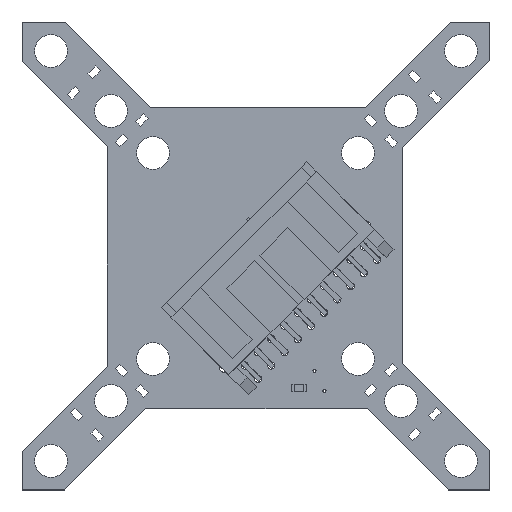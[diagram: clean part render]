
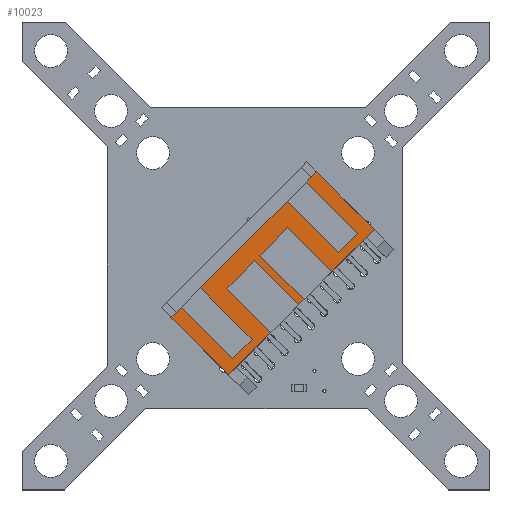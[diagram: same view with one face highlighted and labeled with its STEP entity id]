
A CAD part, top view. The second image highlights one B-rep face of the part: STEP entity #10023.
In plain terms, the highlighted face is planar.
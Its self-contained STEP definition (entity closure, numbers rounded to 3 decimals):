
#6908=FACE_OUTER_BOUND('NONE',#7828,.T.);
#7828=EDGE_LOOP('NONE',(#12896,#12893,#12894,#12886,#13164,#13160,#13161,
#13162,#12900,#13168,#13166,#13163,#13165,#13167,#11745,#11743,#11741,#13170,
#13169,#11757));
#8737=AXIS2_PLACEMENT_3D('NONE',#26279,#22522,#22521);
#9221=PLANE('NONE',#8737);
#10023=ADVANCED_FACE('NONE',(#6908),#9221,.F.);
#11741=ORIENTED_EDGE('NONE',*,*,#14249,.F.);
#11743=ORIENTED_EDGE('NONE',*,*,#14250,.F.);
#11745=ORIENTED_EDGE('NONE',*,*,#14251,.F.);
#11757=ORIENTED_EDGE('NONE',*,*,#14259,.T.);
#12886=ORIENTED_EDGE('NONE',*,*,#14931,.T.);
#12893=ORIENTED_EDGE('NONE',*,*,#14625,.F.);
#12894=ORIENTED_EDGE('NONE',*,*,#14784,.F.);
#12896=ORIENTED_EDGE('NONE',*,*,#14785,.T.);
#12900=ORIENTED_EDGE('NONE',*,*,#14932,.F.);
#13160=ORIENTED_EDGE('NONE',*,*,#14929,.F.);
#13161=ORIENTED_EDGE('NONE',*,*,#14928,.T.);
#13162=ORIENTED_EDGE('NONE',*,*,#14927,.T.);
#13163=ORIENTED_EDGE('NONE',*,*,#14930,.T.);
#13164=ORIENTED_EDGE('NONE',*,*,#14934,.F.);
#13165=ORIENTED_EDGE('NONE',*,*,#14936,.T.);
#13166=ORIENTED_EDGE('NONE',*,*,#14935,.T.);
#13167=ORIENTED_EDGE('NONE',*,*,#14628,.F.);
#13168=ORIENTED_EDGE('NONE',*,*,#14933,.T.);
#13169=ORIENTED_EDGE('NONE',*,*,#14937,.T.);
#13170=ORIENTED_EDGE('NONE',*,*,#14617,.F.);
#14249=EDGE_CURVE('NONE',#19734,#19524,#18191,.T.);
#14250=EDGE_CURVE('NONE',#19524,#19525,#18190,.T.);
#14251=EDGE_CURVE('NONE',#19525,#19745,#18189,.T.);
#14259=EDGE_CURVE('NONE',#19971,#19858,#18198,.T.);
#14617=EDGE_CURVE('NONE',#19753,#19734,#17823,.T.);
#14625=EDGE_CURVE('NONE',#19744,#19730,#17830,.T.);
#14628=EDGE_CURVE('NONE',#19745,#19746,#17836,.T.);
#14784=EDGE_CURVE('NONE',#19986,#19744,#17987,.T.);
#14785=EDGE_CURVE('NONE',#19858,#19730,#17986,.T.);
#14927=EDGE_CURVE('NONE',#19964,#19860,#18133,.T.);
#14928=EDGE_CURVE('NONE',#19963,#19964,#18132,.T.);
#14929=EDGE_CURVE('NONE',#19963,#19965,#18131,.T.);
#14930=EDGE_CURVE('NONE',#19969,#19967,#18130,.T.);
#14931=EDGE_CURVE('NONE',#19986,#19970,#18129,.T.);
#14932=EDGE_CURVE('NONE',#19966,#19860,#18128,.T.);
#14933=EDGE_CURVE('NONE',#19966,#19968,#18127,.T.);
#14934=EDGE_CURVE('NONE',#19965,#19970,#18104,.T.);
#14935=EDGE_CURVE('NONE',#19968,#19969,#18136,.T.);
#14936=EDGE_CURVE('NONE',#19967,#19746,#18135,.T.);
#14937=EDGE_CURVE('NONE',#19753,#19971,#18134,.T.);
#16007=VECTOR('NONE',#22216,1000.);
#16014=VECTOR('NONE',#22229,1000.);
#16019=VECTOR('NONE',#22238,1000.);
#16169=VECTOR('NONE',#22509,1000.);
#16170=VECTOR('NONE',#22510,1000.);
#16302=VECTOR('NONE',#22704,1000.);
#16311=VECTOR('NONE',#22734,1000.);
#16312=VECTOR('NONE',#22735,1000.);
#16313=VECTOR('NONE',#22736,1000.);
#16314=VECTOR('NONE',#22737,1000.);
#16315=VECTOR('NONE',#22738,1000.);
#16316=VECTOR('NONE',#22739,1000.);
#16317=VECTOR('NONE',#22740,1000.);
#16318=VECTOR('NONE',#22741,1000.);
#16319=VECTOR('NONE',#22742,1000.);
#16320=VECTOR('NONE',#22743,1000.);
#16372=VECTOR('NONE',#22809,1000.);
#16373=VECTOR('NONE',#22810,1000.);
#16374=VECTOR('NONE',#22811,1000.);
#16387=VECTOR('NONE',#22828,1000.);
#17823=LINE('NONE',#25919,#16007);
#17830=LINE('NONE',#25935,#16014);
#17836=LINE('NONE',#25942,#16019);
#17986=LINE('NONE',#26274,#16169);
#17987=LINE('NONE',#26275,#16170);
#18104=LINE('NONE',#26511,#16302);
#18127=LINE('NONE',#26565,#16311);
#18128=LINE('NONE',#26567,#16312);
#18129=LINE('NONE',#26568,#16313);
#18130=LINE('NONE',#26571,#16314);
#18131=LINE('NONE',#26572,#16315);
#18132=LINE('NONE',#26573,#16316);
#18133=LINE('NONE',#26575,#16317);
#18134=LINE('NONE',#26580,#16318);
#18135=LINE('NONE',#26582,#16319);
#18136=LINE('NONE',#26583,#16320);
#18189=LINE('NONE',#26686,#16372);
#18190=LINE('NONE',#26687,#16373);
#18191=LINE('NONE',#26689,#16374);
#18198=LINE('NONE',#26716,#16387);
#19524=VERTEX_POINT('NONE',#26688);
#19525=VERTEX_POINT('NONE',#26701);
#19730=VERTEX_POINT('NONE',#25915);
#19734=VERTEX_POINT('NONE',#25930);
#19744=VERTEX_POINT('NONE',#25962);
#19745=VERTEX_POINT('NONE',#25960);
#19746=VERTEX_POINT('NONE',#25959);
#19753=VERTEX_POINT('NONE',#25977);
#19858=VERTEX_POINT('NONE',#26276);
#19860=VERTEX_POINT('NONE',#26290);
#19963=VERTEX_POINT('NONE',#26561);
#19964=VERTEX_POINT('NONE',#26560);
#19965=VERTEX_POINT('NONE',#26574);
#19966=VERTEX_POINT('NONE',#26570);
#19967=VERTEX_POINT('NONE',#26569);
#19968=VERTEX_POINT('NONE',#26566);
#19969=VERTEX_POINT('NONE',#26585);
#19970=VERTEX_POINT('NONE',#26584);
#19971=VERTEX_POINT('NONE',#26581);
#19986=VERTEX_POINT('NONE',#26612);
#22216=DIRECTION('NONE',(1.,0.,0.));
#22229=DIRECTION('NONE',(1.,0.,0.));
#22238=DIRECTION('NONE',(1.,0.,0.));
#22509=DIRECTION('NONE',(0.,0.,-1.));
#22510=DIRECTION('NONE',(0.,0.,-1.));
#22521=DIRECTION('NONE',(0.,0.,1.));
#22522=DIRECTION('NONE',(0.,-1.,0.));
#22704=DIRECTION('NONE',(0.,0.,1.));
#22734=DIRECTION('NONE',(1.,0.,0.));
#22735=DIRECTION('NONE',(0.,0.,1.));
#22736=DIRECTION('NONE',(1.,0.,0.));
#22737=DIRECTION('NONE',(1.,0.,0.));
#22738=DIRECTION('NONE',(-1.,0.,0.));
#22739=DIRECTION('NONE',(0.,0.,1.));
#22740=DIRECTION('NONE',(1.,0.,0.));
#22741=DIRECTION('NONE',(0.,0.,1.));
#22742=DIRECTION('NONE',(0.,0.,-1.));
#22743=DIRECTION('NONE',(0.,0.,1.));
#22809=DIRECTION('NONE',(0.,0.,-1.));
#22810=DIRECTION('NONE',(1.,0.,0.));
#22811=DIRECTION('NONE',(0.,0.,1.));
#22828=DIRECTION('NONE',(-1.,0.,0.));
#25915=CARTESIAN_POINT('NONE',(-8.35,9.45,-8.7));
#25919=CARTESIAN_POINT('NONE',(-14.75,9.45,-8.7));
#25930=CARTESIAN_POINT('NONE',(-3.35,9.45,-8.7));
#25935=CARTESIAN_POINT('NONE',(-14.75,9.45,-8.7));
#25942=CARTESIAN_POINT('NONE',(-14.75,9.45,-8.7));
#25959=CARTESIAN_POINT('NONE',(7.25,9.45,-8.7));
#25960=CARTESIAN_POINT('NONE',(0.85,9.45,-8.7));
#25962=CARTESIAN_POINT('NONE',(-14.75,9.45,-8.7));
#25977=CARTESIAN_POINT('NONE',(-4.15,9.45,-8.7));
#26274=CARTESIAN_POINT('NONE',(-8.35,9.45,-2.05));
#26275=CARTESIAN_POINT('NONE',(-14.75,9.45,0.));
#26276=CARTESIAN_POINT('NONE',(-8.35,9.45,-2.05));
#26279=CARTESIAN_POINT('NONE',(-14.75,9.45,0.));
#26290=CARTESIAN_POINT('NONE',(2.8,9.45,0.));
#26511=CARTESIAN_POINT('NONE',(-13.2,9.45,-7.8));
#26560=CARTESIAN_POINT('NONE',(-10.3,9.45,0.));
#26561=CARTESIAN_POINT('NONE',(-10.3,9.45,-7.8));
#26565=CARTESIAN_POINT('NONE',(5.7,9.45,-7.8));
#26566=CARTESIAN_POINT('NONE',(5.7,9.45,-7.8));
#26567=CARTESIAN_POINT('NONE',(2.8,9.45,-7.8));
#26568=CARTESIAN_POINT('NONE',(-14.75,9.45,0.));
#26569=CARTESIAN_POINT('NONE',(7.25,9.45,0.));
#26570=CARTESIAN_POINT('NONE',(2.8,9.45,-7.8));
#26571=CARTESIAN_POINT('NONE',(-14.75,9.45,0.));
#26572=CARTESIAN_POINT('NONE',(-13.2,9.45,-7.8));
#26573=CARTESIAN_POINT('NONE',(-10.3,9.45,-7.8));
#26574=CARTESIAN_POINT('NONE',(-13.2,9.45,-7.8));
#26575=CARTESIAN_POINT('NONE',(-14.75,9.45,0.));
#26580=CARTESIAN_POINT('NONE',(-4.15,9.45,-2.05));
#26581=CARTESIAN_POINT('NONE',(-4.15,9.45,-2.05));
#26582=CARTESIAN_POINT('NONE',(7.25,9.45,0.));
#26583=CARTESIAN_POINT('NONE',(5.7,9.45,-7.8));
#26584=CARTESIAN_POINT('NONE',(-13.2,9.45,0.));
#26585=CARTESIAN_POINT('NONE',(5.7,9.45,0.));
#26612=CARTESIAN_POINT('NONE',(-14.75,9.45,0.));
#26686=CARTESIAN_POINT('NONE',(0.85,9.45,-2.05));
#26687=CARTESIAN_POINT('NONE',(0.85,9.45,-2.05));
#26688=CARTESIAN_POINT('NONE',(-3.35,9.45,-2.05));
#26689=CARTESIAN_POINT('NONE',(-3.35,9.45,-2.05));
#26701=CARTESIAN_POINT('NONE',(0.85,9.45,-2.05));
#26716=CARTESIAN_POINT('NONE',(-8.35,9.45,-2.05));
